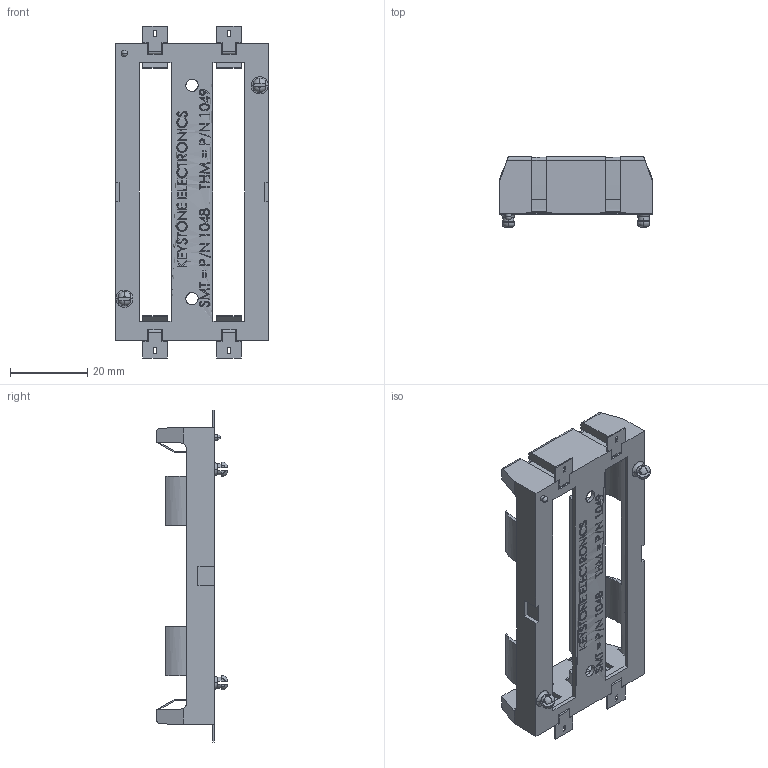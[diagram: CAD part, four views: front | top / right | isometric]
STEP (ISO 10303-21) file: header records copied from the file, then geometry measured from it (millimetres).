
FILE_DESCRIPTION (( 'STEP AP214' ), '1' );
FILE_NAME ('keystone-PN1048.STEP', '2021-02-11T22:59:47', ( '' ), ( '' ), 'SwSTEP 2.0', 'SolidWorks 2018', '' );
FILE_SCHEMA (( 'AUTOMOTIVE_DESIGN' ));
Length unit declared in the file: millimetre
Products named in the file (1): keystone-PN1048
Bounding box: 39.78 x 18.34 x 85.95 mm (x, y, z)
Surface area: 10578.7 mm2 (no closed solid volume)
Topology: 0 solids, 13 shells, 786 faces, 2030 edges, 1312 vertices
Faces by surface type: plane 577, bspline 137, cylinder 58, torus 12, sphere 2
Entity records: 33961 total; most frequent: CARTESIAN_POINT 19313, ORIENTED_EDGE 4002, EDGE_CURVE 2026, B_SPLINE_CURVE_WITH_KNOTS 2024, VERTEX_POINT 1310, DIRECTION 1304, EDGE_LOOP 862, ADVANCED_FACE 786
